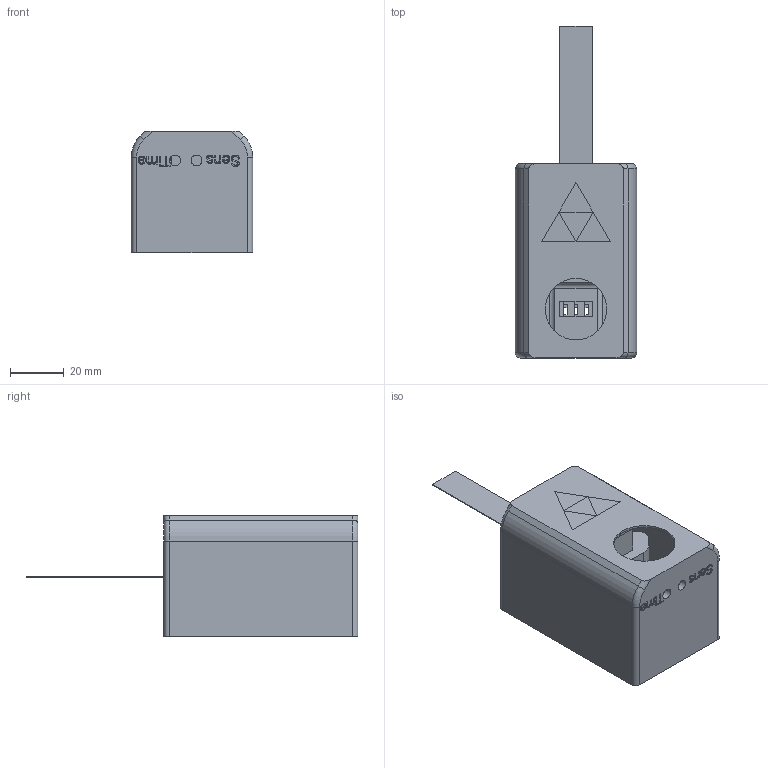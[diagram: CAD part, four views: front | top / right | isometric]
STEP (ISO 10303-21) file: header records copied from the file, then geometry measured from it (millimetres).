
FILE_DESCRIPTION(('HOOPS Exchange Step'),'2;1');
FILE_NAME('temp_export','2023-01-29T16:35:26+01:00',('fabianschmitt'),('Shapr3D Limited'),'HOOPS Exchange 2022.2','Shapr3D','Authorized');
FILE_SCHEMA( ('AUTOMOTIVE_DESIGN { 1 0 10303 214 1 1 1 1 }') );
Length unit declared in the file: millimetre
Products named in the file (3): Umschalter; Triforce; root
Assembly tree (2 placements, depth 2):
  root
    Umschalter
    Triforce
Bounding box: 45 x 123 x 45 mm (x, y, z)
Volume: 47715.5 mm3; surface area: 43712.2 mm2
Topology: 11 solids, 11 shells, 471 faces, 1245 edges, 825 vertices
Faces by surface type: plane 346, cylinder 88, bspline 30, torus 5, cone 2
Full cylindrical faces by diameter (mm): 2 x4, 2.9 x4, 3 x4, 3.2 x2, 4 x6, 5.6 x4, 8 x2, 13.9 x1, 22.75 x1
Entity records: 15483 total; most frequent: CARTESIAN_POINT 3656, ORIENTED_EDGE 2490, DIRECTION 2290, EDGE_CURVE 1245, VECTOR 950, LINE 950, VERTEX_POINT 825, AXIS2_PLACEMENT_3D 670
